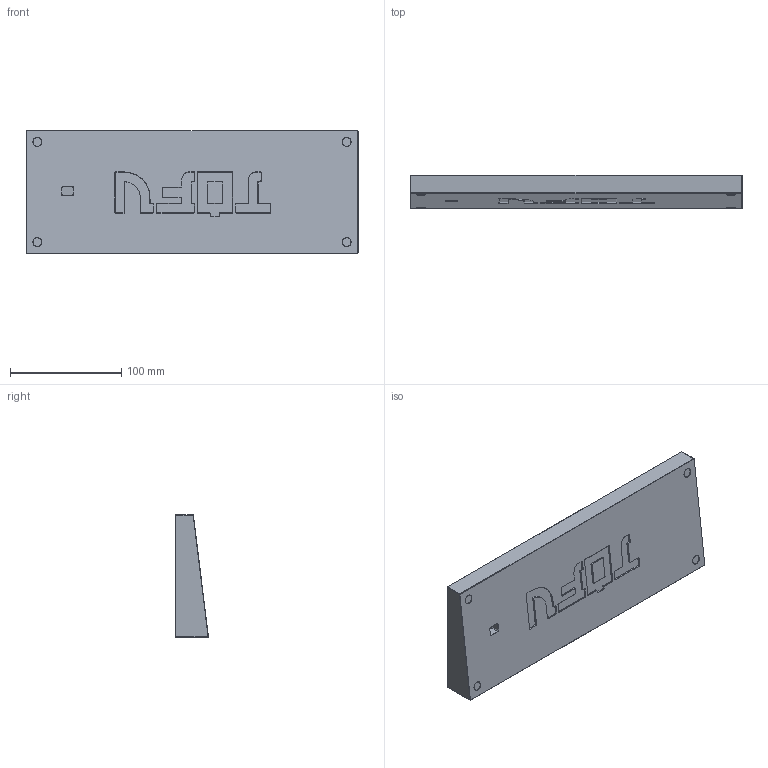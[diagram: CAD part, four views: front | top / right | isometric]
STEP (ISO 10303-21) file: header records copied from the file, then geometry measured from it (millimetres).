
FILE_DESCRIPTION(/* description */ (''),/* implementation_level */ '2;1');
FILE_NAME(/* name */ 'Tofu v10.step',/* time_stamp */ '2021-01-03T12:12:17+01:00',/* author */ (''),/* organization */ (''),/* preprocessor_version */ 'ST-DEVELOPER v18.1',/* originating_system */ 'Autodesk Translation Framework v9.7.1.1290',/* authorisation */ '');
FILE_SCHEMA (('AUTOMOTIVE_DESIGN { 1 0 10303 214 3 1 1 }'));
Length unit declared in the file: millimetre
Products named in the file (8): Tofu; Case; Weight; Plate; Logo_part; Screws; 91294A125; 91294A126
Assembly tree (10 placements, depth 3):
  Tofu
    Case
    Weight
    Plate
    Logo_part
    Screws
      91294A125  x4
      91294A126
Bounding box: 299 x 29.55 x 110.6 mm (x, y, z)
Volume: 380048.3 mm3; surface area: 156488.1 mm2
Topology: 9 solids, 9 shells, 1235 faces, 3322 edges, 2124 vertices
Faces by surface type: plane 551, cylinder 493, cone 149, bspline 42
Full cylindrical faces by diameter (mm): 2 x6, 2.35 x27, 3 x37, 5 x7, 6 x5, 8 x4, 15 x1
Entity records: 40443 total; most frequent: CARTESIAN_POINT 10918, ORIENTED_EDGE 6144, DIRECTION 6101, EDGE_CURVE 3072, AXIS2_PLACEMENT_3D 2067, VERTEX_POINT 1977, LINE 1967, VECTOR 1967
